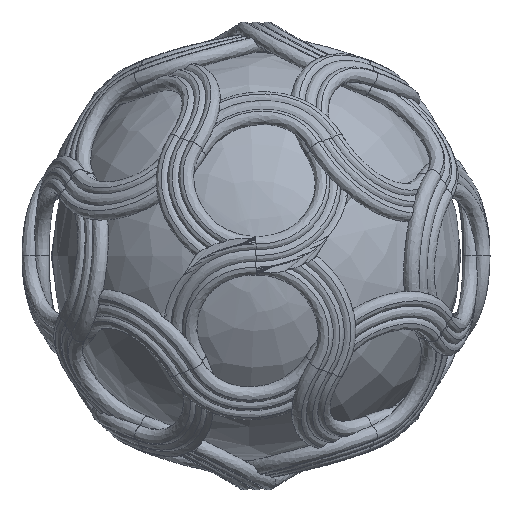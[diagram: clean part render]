
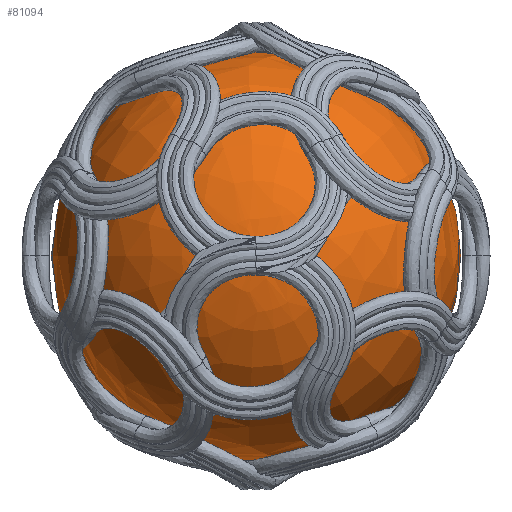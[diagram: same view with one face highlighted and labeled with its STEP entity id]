
A CAD part, top view. The second image highlights one B-rep face of the part: STEP entity #81094.
In plain terms, the highlighted free-form (B-spline) face has degree [2, 2] with [9, 5] control points.
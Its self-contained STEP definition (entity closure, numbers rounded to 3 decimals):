
#81094 = ADVANCED_FACE('',(#81095),#81099,.T.);
#81095 = FACE_BOUND('',#81096,.T.);
#81096 = VERTEX_LOOP('',#81097);
#81097 = VERTEX_POINT('',#81098);
#81098 = CARTESIAN_POINT('',(0.,0.,
    -62.783));
#81099 = ( BOUNDED_SURFACE() B_SPLINE_SURFACE(2,2,(
    (#81100,#81101,#81102,#81103,#81104)
    ,(#81105,#81106,#81107,#81108,#81109)
    ,(#81110,#81111,#81112,#81113,#81114)
    ,(#81115,#81116,#81117,#81118,#81119)
    ,(#81120,#81121,#81122,#81123,#81124)
    ,(#81125,#81126,#81127,#81128,#81129)
    ,(#81130,#81131,#81132,#81133,#81134)
    ,(#81135,#81136,#81137,#81138,#81139)
    ,(#81140,#81141,#81142,#81143,#81144
)),.UNSPECIFIED.,.T.,.F.,.F.) B_SPLINE_SURFACE_WITH_KNOTS((3,2,2,2,3),(3
    ,2,3),(3.142,4.189,6.283,8.378,
    9.425),(-1.571,0.,1.571),.UNSPECIFIED.) 
GEOMETRIC_REPRESENTATION_ITEM() RATIONAL_B_SPLINE_SURFACE((
    (0.75,0.53,0.75,0.53,0.75)
    ,(0.75,0.53,0.75,0.53,0.75)
    ,(1.,0.707,1.,0.707,1.)
    ,(0.5,0.354,0.5,0.354,0.5)
    ,(1.,0.707,1.,0.707,1.)
    ,(0.5,0.354,0.5,0.354,0.5)
    ,(1.,0.707,1.,0.707,1.)
    ,(0.75,0.53,0.75,0.53,0.75)
,(0.75,0.53,0.75,0.53,0.75
))) REPRESENTATION_ITEM('') SURFACE() );
#81100 = CARTESIAN_POINT('',(0.,0.,
    -62.783));
#81101 = CARTESIAN_POINT('',(-62.783,0.,
    -62.783));
#81102 = CARTESIAN_POINT('',(-62.783,0.,
    0.));
#81103 = CARTESIAN_POINT('',(-62.783,0.,
    62.783));
#81104 = CARTESIAN_POINT('',(0.,0.,
    62.783));
#81105 = CARTESIAN_POINT('',(0.,0.,
    -62.783));
#81106 = CARTESIAN_POINT('',(-62.783,-36.248,
    -62.783));
#81107 = CARTESIAN_POINT('',(-62.783,-36.248,
    0.));
#81108 = CARTESIAN_POINT('',(-62.783,-36.248,
    62.783));
#81109 = CARTESIAN_POINT('',(0.,0.,
    62.783));
#81110 = CARTESIAN_POINT('',(0.,0.,
    -62.783));
#81111 = CARTESIAN_POINT('',(-31.392,-54.372,
    -62.783));
#81112 = CARTESIAN_POINT('',(-31.392,-54.372,
    0.));
#81113 = CARTESIAN_POINT('',(-31.392,-54.372,
    62.783));
#81114 = CARTESIAN_POINT('',(0.,0.,
    62.783));
#81115 = CARTESIAN_POINT('',(0.,0.,
    -62.783));
#81116 = CARTESIAN_POINT('',(62.783,-108.743,
    -62.783));
#81117 = CARTESIAN_POINT('',(62.783,-108.743,
    0.));
#81118 = CARTESIAN_POINT('',(62.783,-108.743,
    62.783));
#81119 = CARTESIAN_POINT('',(0.,0.,
    62.783));
#81120 = CARTESIAN_POINT('',(0.,0.,-62.783));
#81121 = CARTESIAN_POINT('',(62.783,0.,-62.783));
#81122 = CARTESIAN_POINT('',(62.783,0.,0.));
#81123 = CARTESIAN_POINT('',(62.783,0.,62.783));
#81124 = CARTESIAN_POINT('',(0.,0.,62.783));
#81125 = CARTESIAN_POINT('',(0.,0.,
    -62.783));
#81126 = CARTESIAN_POINT('',(62.783,108.743,
    -62.783));
#81127 = CARTESIAN_POINT('',(62.783,108.743,
    0.));
#81128 = CARTESIAN_POINT('',(62.783,108.743,
    62.783));
#81129 = CARTESIAN_POINT('',(0.,0.,
    62.783));
#81130 = CARTESIAN_POINT('',(0.,0.,
    -62.783));
#81131 = CARTESIAN_POINT('',(-31.392,54.372,
    -62.783));
#81132 = CARTESIAN_POINT('',(-31.392,54.372,
    0.));
#81133 = CARTESIAN_POINT('',(-31.392,54.372,
    62.783));
#81134 = CARTESIAN_POINT('',(0.,0.,
    62.783));
#81135 = CARTESIAN_POINT('',(0.,0.,
    -62.783));
#81136 = CARTESIAN_POINT('',(-62.783,36.248,
    -62.783));
#81137 = CARTESIAN_POINT('',(-62.783,36.248,
    0.));
#81138 = CARTESIAN_POINT('',(-62.783,36.248,
    62.783));
#81139 = CARTESIAN_POINT('',(0.,0.,
    62.783));
#81140 = CARTESIAN_POINT('',(0.,0.,
    -62.783));
#81141 = CARTESIAN_POINT('',(-62.783,0.,
    -62.783));
#81142 = CARTESIAN_POINT('',(-62.783,0.,
    0.));
#81143 = CARTESIAN_POINT('',(-62.783,0.,
    62.783));
#81144 = CARTESIAN_POINT('',(0.,0.,
    62.783));
